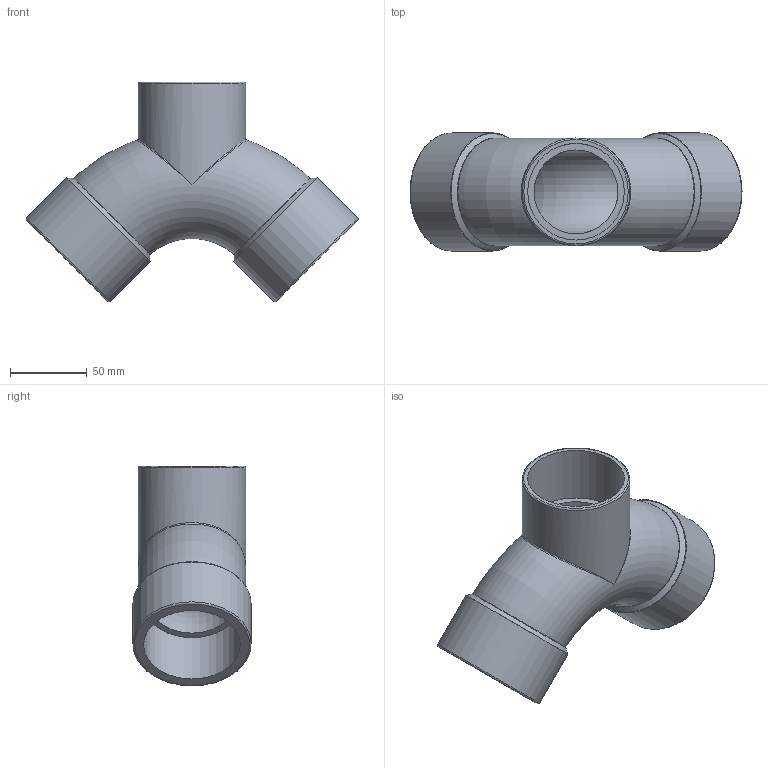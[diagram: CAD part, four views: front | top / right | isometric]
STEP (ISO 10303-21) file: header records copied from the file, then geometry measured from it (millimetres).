
FILE_DESCRIPTION(/* description */ ('PVC 45° Bend Wye, Ø63, PN16'),/* implementation_level */ '2;1');
FILE_NAME(/* name */ 'YGIV-063',/* time_stamp */ '2022-07-06T16:27:16+02:00',/* author */ ('COAB Solutions'),/* organization */ ('GPA Flowsystem'),/* preprocessor_version */ 'ST-DEVELOPER v18.1',/* originating_system */ 'www.coabsolutions.com',/* authorisation */ '');
FILE_SCHEMA (('AUTOMOTIVE_DESIGN { 1 0 10303 214 3 1 1 }'));
Length unit declared in the file: millimetre
Products named in the file (1): YGIV-063
Bounding box: 216.25 x 77 x 143.12 mm (x, y, z)
Volume: 315763.5 mm3; surface area: 99750.7 mm2
Topology: 1 solids, 1 shells, 26 faces, 60 edges, 38 vertices
Faces by surface type: plane 8, cylinder 7, bspline 6, torus 5
Full cylindrical faces by diameter (mm): 54.6 x1, 63 x3, 70 x1, 77 x2
Entity records: 1660 total; most frequent: CARTESIAN_POINT 1071, ORIENTED_EDGE 112, DIRECTION 103, EDGE_CURVE 56, AXIS2_PLACEMENT_3D 48, VERTEX_POINT 38, EDGE_LOOP 36, CIRCLE 27
